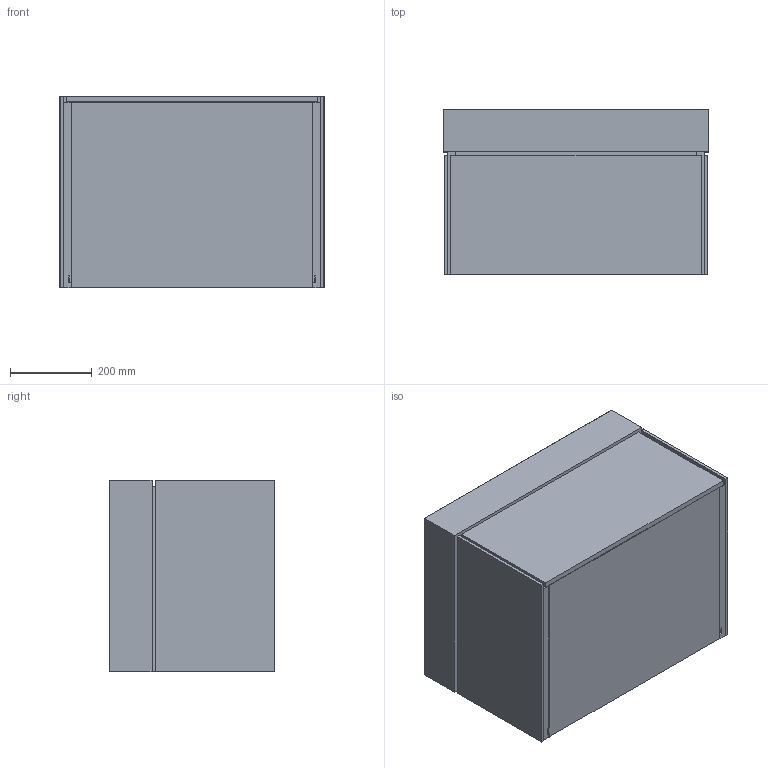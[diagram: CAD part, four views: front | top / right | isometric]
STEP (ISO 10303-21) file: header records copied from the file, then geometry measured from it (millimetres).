
FILE_DESCRIPTION (( 'STEP AP214' ), '1' );
FILE_NAME ('SCA4-650.STEP', '2020-06-26T09:09:18', ( 'User' ), ( '' ), 'SwSTEP 2.0', 'SolidWorks 2019', '' );
FILE_SCHEMA (( 'AUTOMOTIVE_DESIGN' ));
Length unit declared in the file: millimetre
Products named in the file (2): SCA4-650
Bounding box: 650 x 406 x 470 mm (x, y, z)
Volume: 31211066.3 mm3; surface area: 4164546.4 mm2
Topology: 14 solids, 14 shells, 295 faces, 723 edges, 458 vertices
Faces by surface type: plane 165, cylinder 64, bspline 48, torus 16, cone 2
Entity records: 14236 total; most frequent: CARTESIAN_POINT 7655, ORIENTED_EDGE 1438, DIRECTION 1130, EDGE_CURVE 719, VERTEX_POINT 458, LINE 404, VECTOR 404, AXIS2_PLACEMENT_3D 363
